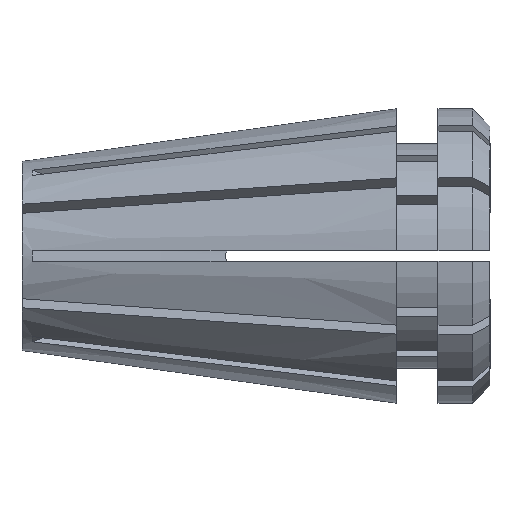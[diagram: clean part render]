
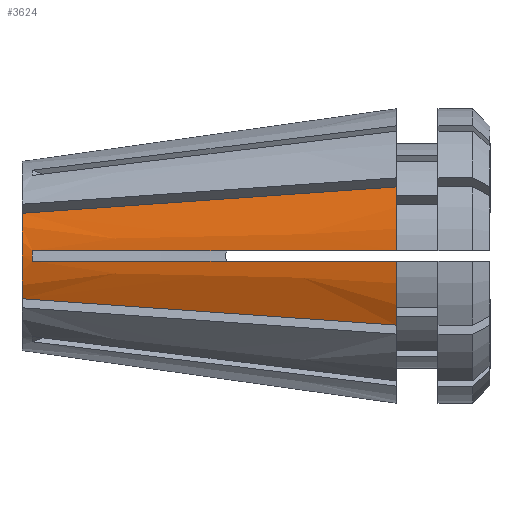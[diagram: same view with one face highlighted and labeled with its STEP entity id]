
A CAD part, front view. The second image highlights one B-rep face of the part: STEP entity #3624.
In plain terms, the highlighted conical face has half-angle 8 degrees and reference radius 4.25 mm.
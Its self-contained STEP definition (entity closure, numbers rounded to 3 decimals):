
#135 = CARTESIAN_POINT ( 'NONE',  ( 0., -2.438, -1.234 ) ) ;
#161 = CARTESIAN_POINT ( 'NONE',  ( 0., -2.438, 1.234 ) ) ;
#228 = CARTESIAN_POINT ( 'NONE',  ( 10.8, -4.248, -0.15 ) ) ;
#252 = ORIENTED_EDGE ( 'NONE', *, *, #2009, .T. ) ;
#281 = AXIS2_PLACEMENT_3D ( 'NONE', #2830, #861, #3160 ) ;
#286 = ORIENTED_EDGE ( 'NONE', *, *, #683, .T. ) ;
#347 = VERTEX_POINT ( 'NONE', #2506 ) ;
#354 = CARTESIAN_POINT ( 'NONE',  ( 4.75, -3.017, -1.568 ) ) ;
#360 = CIRCLE ( 'NONE', #2394, 2.732 ) ;
#426 = B_SPLINE_CURVE_WITH_KNOTS ( 'NONE', 3,
 ( #1167, #1502, #3799, #1819 ),
 .UNSPECIFIED., .F., .F.,
 ( 4, 4 ),
 ( 0., 0. ),
 .UNSPECIFIED. ) ;
#486 = CARTESIAN_POINT ( 'NONE',  ( 4.75, -3.017, 1.568 ) ) ;
#627 = AXIS2_PLACEMENT_3D ( 'NONE', #3087, #802, #3100 ) ;
#636 = VERTEX_POINT ( 'NONE', #1609 ) ;
#637 = CIRCLE ( 'NONE', #4031, 4.25 ) ;
#682 = CARTESIAN_POINT ( 'NONE',  ( 8.783, -3.508, -1.852 ) ) ;
#683 = EDGE_CURVE ( 'NONE', #1658, #636, #812, .T. ) ;
#730 = CARTESIAN_POINT ( 'NONE',  ( 10.8, -4.248, 0.15 ) ) ;
#798 = CARTESIAN_POINT ( 'NONE',  ( 8.783, -3.508, 1.852 ) ) ;
#802 = DIRECTION ( 'NONE',  ( 1., 0., 0. ) ) ;
#812 = B_SPLINE_CURVE_WITH_KNOTS ( 'NONE', 3,
 ( #3949, #1647, #2302, #354, #2632, #682, #2964 ),
 .UNSPECIFIED., .F., .F.,
 ( 4, 3, 4 ),
 ( 0., 0.005, 0.011 ),
 .UNSPECIFIED. ) ;
#825 = CONICAL_SURFACE ( 'NONE', #627, 4.25, 0.14 ) ;
#861 = DIRECTION ( 'NONE',  ( -1., 0., 0. ) ) ;
#866 = CARTESIAN_POINT ( 'NONE',  ( 0.734, -2.832, -0.15 ) ) ;
#1001 = VERTEX_POINT ( 'NONE', #2866 ) ;
#1050 = DIRECTION ( 'NONE',  ( -1., 0., 0. ) ) ;
#1167 = CARTESIAN_POINT ( 'NONE',  ( 0.306, -2.771, -0.15 ) ) ;
#1209 = CARTESIAN_POINT ( 'NONE',  ( 0.449, -2.792, -0.15 ) ) ;
#1211 = EDGE_CURVE ( 'NONE', #1658, #3211, #360, .T. ) ;
#1216 = CARTESIAN_POINT ( 'NONE',  ( 10.8, -4.248, -0.15 ) ) ;
#1393 = CARTESIAN_POINT ( 'NONE',  ( 4.089, -3.304, 0.15 ) ) ;
#1502 = CARTESIAN_POINT ( 'NONE',  ( 0.298, -2.776, -0.05 ) ) ;
#1561 = EDGE_CURVE ( 'NONE', #3211, #2765, #2430, .T. ) ;
#1567 = CARTESIAN_POINT ( 'NONE',  ( 10.8, -3.754, 1.994 ) ) ;
#1599 = EDGE_CURVE ( 'NONE', #636, #3754, #637, .T. ) ;
#1609 = CARTESIAN_POINT ( 'NONE',  ( 10.8, -3.754, -1.994 ) ) ;
#1647 = CARTESIAN_POINT ( 'NONE',  ( 1.583, -2.631, -1.346 ) ) ;
#1658 = VERTEX_POINT ( 'NONE', #135 ) ;
#1668 = B_SPLINE_CURVE_WITH_KNOTS ( 'NONE', 3,
 ( #228, #2500, #2840, #866, #3166, #1209, #3496 ),
 .UNSPECIFIED., .F., .F.,
 ( 4, 3, 4 ),
 ( 0.015, 0.025, 0.025 ),
 .UNSPECIFIED. ) ;
#1713 = CARTESIAN_POINT ( 'NONE',  ( 0.592, -2.812, 0.15 ) ) ;
#1771 = CARTESIAN_POINT ( 'NONE',  ( 1.583, -2.631, 1.346 ) ) ;
#1775 = ORIENTED_EDGE ( 'NONE', *, *, #1561, .F. ) ;
#1819 = CARTESIAN_POINT ( 'NONE',  ( 0.306, -2.771, 0.15 ) ) ;
#1875 = DIRECTION ( 'NONE',  ( -1., 0., 0. ) ) ;
#2009 = EDGE_CURVE ( 'NONE', #3811, #347, #426, .T. ) ;
#2033 = CARTESIAN_POINT ( 'NONE',  ( 0.306, -2.771, 0.15 ) ) ;
#2063 = EDGE_CURVE ( 'NONE', #1001, #2765, #3650, .T. ) ;
#2129 = ORIENTED_EDGE ( 'NONE', *, *, #2063, .T. ) ;
#2224 = CARTESIAN_POINT ( 'NONE',  ( 0., -2.438, 1.234 ) ) ;
#2282 = CARTESIAN_POINT ( 'NONE',  ( 10.8, -3.754, 1.994 ) ) ;
#2302 = CARTESIAN_POINT ( 'NONE',  ( 3.167, -2.824, -1.457 ) ) ;
#2371 = EDGE_CURVE ( 'NONE', #1001, #347, #2989, .T. ) ;
#2394 = AXIS2_PLACEMENT_3D ( 'NONE', #3857, #1875, #4179 ) ;
#2430 = B_SPLINE_CURVE_WITH_KNOTS ( 'NONE', 3,
 ( #161, #1771, #3746, #486, #2763, #798, #1567 ),
 .UNSPECIFIED., .F., .F.,
 ( 4, 3, 4 ),
 ( 0., 0.005, 0.011 ),
 .UNSPECIFIED. ) ;
#2500 = CARTESIAN_POINT ( 'NONE',  ( 7.445, -3.776, -0.15 ) ) ;
#2506 = CARTESIAN_POINT ( 'NONE',  ( 0.306, -2.771, 0.15 ) ) ;
#2632 = CARTESIAN_POINT ( 'NONE',  ( 6.767, -3.262, -1.71 ) ) ;
#2663 = EDGE_LOOP ( 'NONE', ( #4131, #286, #4015, #3241, #252, #4070, #2129, #1775 ) ) ;
#2689 = CARTESIAN_POINT ( 'NONE',  ( 7.445, -3.776, 0.15 ) ) ;
#2763 = CARTESIAN_POINT ( 'NONE',  ( 6.767, -3.262, 1.71 ) ) ;
#2765 = VERTEX_POINT ( 'NONE', #2282 ) ;
#2830 = CARTESIAN_POINT ( 'NONE',  ( 10.8, 0., 0. ) ) ;
#2840 = CARTESIAN_POINT ( 'NONE',  ( 4.089, -3.304, -0.15 ) ) ;
#2866 = CARTESIAN_POINT ( 'NONE',  ( 10.8, -4.248, 0.15 ) ) ;
#2964 = CARTESIAN_POINT ( 'NONE',  ( 10.8, -3.754, -1.994 ) ) ;
#2989 = B_SPLINE_CURVE_WITH_KNOTS ( 'NONE', 3,
 ( #730, #2689, #1393, #3683, #1713, #4024, #2033 ),
 .UNSPECIFIED., .F., .F.,
 ( 4, 3, 4 ),
 ( 0.015, 0.025, 0.025 ),
 .UNSPECIFIED. ) ;
#3004 = CARTESIAN_POINT ( 'NONE',  ( 10.8, 0., 0. ) ) ;
#3087 = CARTESIAN_POINT ( 'NONE',  ( 10.8, 0., 0. ) ) ;
#3100 = DIRECTION ( 'NONE',  ( 0., 0., -1. ) ) ;
#3115 = EDGE_CURVE ( 'NONE', #3754, #3811, #1668, .T. ) ;
#3160 = DIRECTION ( 'NONE',  ( 0., 0., 1. ) ) ;
#3166 = CARTESIAN_POINT ( 'NONE',  ( 0.592, -2.812, -0.15 ) ) ;
#3211 = VERTEX_POINT ( 'NONE', #2224 ) ;
#3222 = CARTESIAN_POINT ( 'NONE',  ( 0.306, -2.771, -0.15 ) ) ;
#3241 = ORIENTED_EDGE ( 'NONE', *, *, #3115, .T. ) ;
#3344 = DIRECTION ( 'NONE',  ( 0., 0., 1. ) ) ;
#3496 = CARTESIAN_POINT ( 'NONE',  ( 0.306, -2.771, -0.15 ) ) ;
#3555 = FACE_OUTER_BOUND ( 'NONE', #2663, .T. ) ;
#3624 = ADVANCED_FACE ( 'NONE', ( #3555 ), #825, .T. ) ;
#3650 = CIRCLE ( 'NONE', #281, 4.25 ) ;
#3683 = CARTESIAN_POINT ( 'NONE',  ( 0.734, -2.832, 0.15 ) ) ;
#3746 = CARTESIAN_POINT ( 'NONE',  ( 3.167, -2.824, 1.457 ) ) ;
#3754 = VERTEX_POINT ( 'NONE', #1216 ) ;
#3799 = CARTESIAN_POINT ( 'NONE',  ( 0.298, -2.776, 0.05 ) ) ;
#3811 = VERTEX_POINT ( 'NONE', #3222 ) ;
#3857 = CARTESIAN_POINT ( 'NONE',  ( 0., 0., 0. ) ) ;
#3949 = CARTESIAN_POINT ( 'NONE',  ( 0., -2.438, -1.234 ) ) ;
#4015 = ORIENTED_EDGE ( 'NONE', *, *, #1599, .T. ) ;
#4024 = CARTESIAN_POINT ( 'NONE',  ( 0.449, -2.792, 0.15 ) ) ;
#4031 = AXIS2_PLACEMENT_3D ( 'NONE', #3004, #1050, #3344 ) ;
#4070 = ORIENTED_EDGE ( 'NONE', *, *, #2371, .F. ) ;
#4131 = ORIENTED_EDGE ( 'NONE', *, *, #1211, .F. ) ;
#4179 = DIRECTION ( 'NONE',  ( 0., 0., 1. ) ) ;
